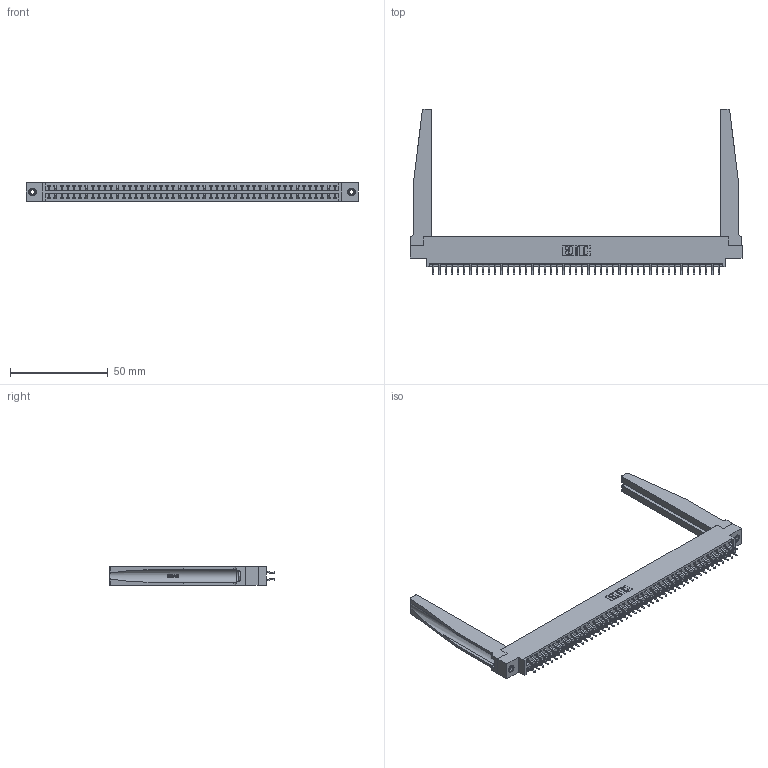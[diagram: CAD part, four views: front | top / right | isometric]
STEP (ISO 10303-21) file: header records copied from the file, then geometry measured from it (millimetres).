
FILE_DESCRIPTION (( 'STEP AP203' ), '1' );
FILE_NAME ('346-094-556-878.STEP', '2022-05-26T15:06:53', ( '' ), ( '' ), 'SwSTEP 2.0', 'SolidWorks 2020', '' );
FILE_SCHEMA (( 'CONFIG_CONTROL_DESIGN' ));
Length unit declared in the file: inch
Products named in the file (5): 346-220-078_345-220-078; 346 Part_0.170 Offset - 0.156 Dia-TH; 345-292-001_556 Tail; 346-094-556-878; 345-250-001_345-250-001-102
Assembly tree (99 placements, depth 2):
  346-094-556-878
    346 Part_0.170 Offset - 0.156 Dia-TH
    345-292-001_556 Tail  x94
    346-220-078_345-220-078  x2
    345-250-001_345-250-001-102  x2
Bounding box: 169.8 x 84.84 x 9.4 mm (x, y, z)
Volume: 23328.8 mm3; surface area: 29313.2 mm2
Topology: 99 solids, 99 shells, 5826 faces, 17247 edges, 11362 vertices
Faces by surface type: plane 3902, cylinder 1872, bspline 36, cone 12, torus 4
Entity records: 35516 total; most frequent: CARTESIAN_POINT 6805, ORIENTED_EDGE 5614, DIRECTION 5021, EDGE_CURVE 2807, LINE 2385, VECTOR 2385, VERTEX_POINT 1864, AXIS2_PLACEMENT_3D 1318
